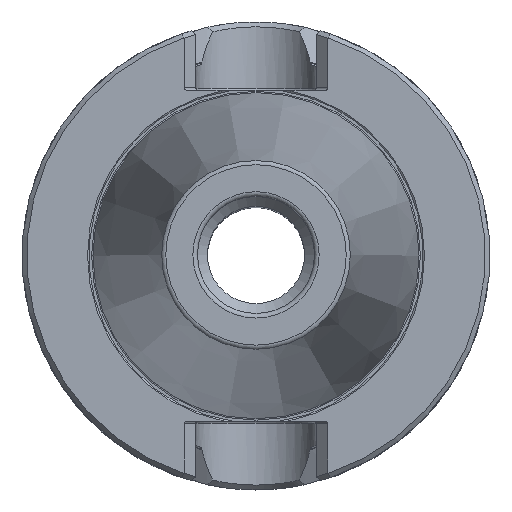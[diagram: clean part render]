
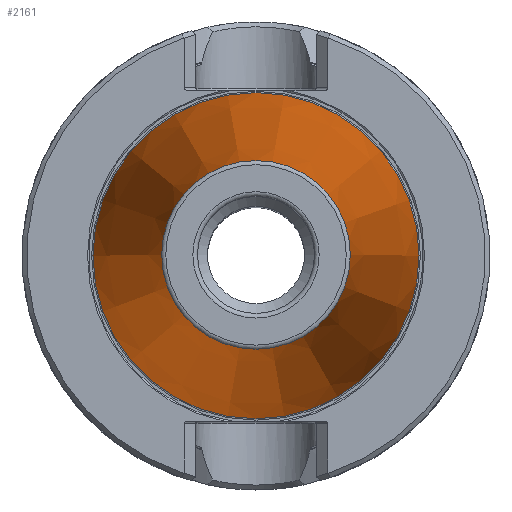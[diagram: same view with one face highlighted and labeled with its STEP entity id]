
A CAD part, top view. The second image highlights one B-rep face of the part: STEP entity #2161.
In plain terms, the highlighted conical face has half-angle 8.297 degrees and reference radius 19.788 mm.
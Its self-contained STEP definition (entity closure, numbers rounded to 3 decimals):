
#229=CONICAL_SURFACE('',#2309,19.788,0.145);
#344=ORIENTED_EDGE('',*,*,#703,.T.);
#345=ORIENTED_EDGE('',*,*,#702,.F.);
#702=EDGE_CURVE('',#899,#899,#1042,.F.);
#703=EDGE_CURVE('',#900,#900,#1043,.F.);
#899=VERTEX_POINT('',#2955);
#900=VERTEX_POINT('',#2958);
#1042=CIRCLE('',#2308,20.154);
#1043=CIRCLE('',#2310,34.849);
#1157=EDGE_LOOP('',(#344));
#1158=EDGE_LOOP('',(#345));
#1307=FACE_BOUND('',#1157,.T.);
#1308=FACE_BOUND('',#1158,.T.);
#2161=ADVANCED_FACE('',(#1307,#1308),#229,.T.);
#2308=AXIS2_PLACEMENT_3D('',#2954,#2571,#2572);
#2309=AXIS2_PLACEMENT_3D('',#2956,#2573,#2574);
#2310=AXIS2_PLACEMENT_3D('',#2957,#2575,#2576);
#2571=DIRECTION('',(0.,0.,-1.));
#2572=DIRECTION('',(-1.,0.,0.));
#2573=DIRECTION('',(0.,0.,-1.));
#2574=DIRECTION('',(-1.,0.,0.));
#2575=DIRECTION('',(0.,0.,-1.));
#2576=DIRECTION('',(-1.,0.,0.));
#2954=CARTESIAN_POINT('',(0.,0.,101.286));
#2955=CARTESIAN_POINT('',(-20.154,0.,101.286));
#2956=CARTESIAN_POINT('',(0.,0.,103.8));
#2957=CARTESIAN_POINT('',(0.,0.,0.524));
#2958=CARTESIAN_POINT('',(-34.849,0.,0.524));
